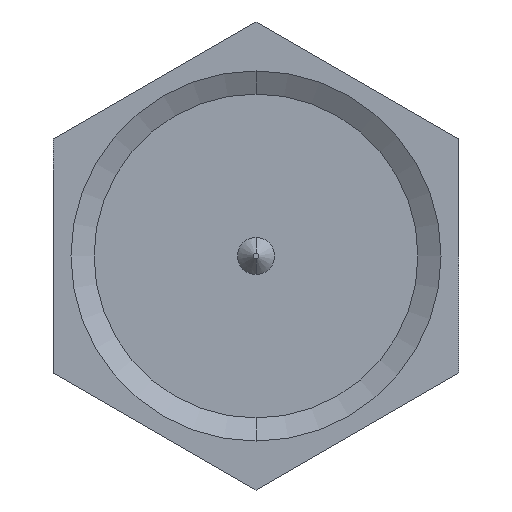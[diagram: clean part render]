
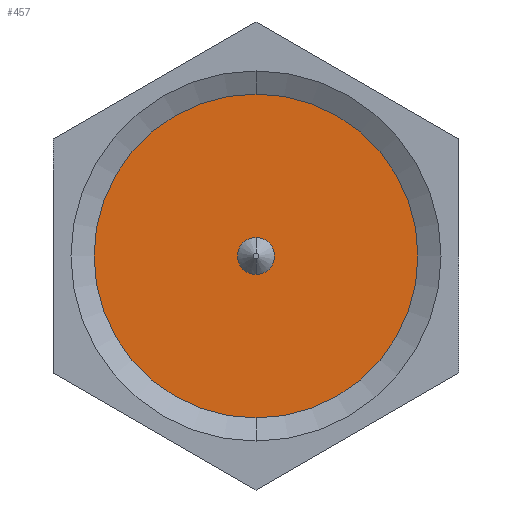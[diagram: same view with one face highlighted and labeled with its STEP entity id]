
A CAD part, front view. The second image highlights one B-rep face of the part: STEP entity #457.
In plain terms, the highlighted planar face has unit normal (0, -1, 0).
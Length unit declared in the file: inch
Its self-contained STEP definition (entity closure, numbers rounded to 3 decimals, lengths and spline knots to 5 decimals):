
#456 = EDGE_CURVE ( 'NONE', #701, #698, #1423, .T. ) ;
#457 = ADVANCED_FACE ( 'NONE', ( #1419, #1418 ), #1417, .T. ) ;
#458 = EDGE_LOOP ( 'NONE', ( #459, #461 ) ) ;
#459 = ORIENTED_EDGE ( 'NONE', *, *, #460, .T. ) ;
#460 = EDGE_CURVE ( 'NONE', #808, #807, #1412, .T. ) ;
#461 = ORIENTED_EDGE ( 'NONE', *, *, #806, .T. ) ;
#462 = EDGE_LOOP ( 'NONE', ( #495, #496 ) ) ;
#495 = ORIENTED_EDGE ( 'NONE', *, *, #456, .F. ) ;
#496 = ORIENTED_EDGE ( 'NONE', *, *, #700, .F. ) ;
#698 = VERTEX_POINT ( 'NONE', #2000 ) ;
#700 = EDGE_CURVE ( 'NONE', #698, #701, #1999, .T. ) ;
#701 = VERTEX_POINT ( 'NONE', #1994 ) ;
#806 = EDGE_CURVE ( 'NONE', #807, #808, #2134, .T. ) ;
#807 = VERTEX_POINT ( 'NONE', #2129 ) ;
#808 = VERTEX_POINT ( 'NONE', #2128 ) ;
#1412 = CIRCLE ( 'NONE', #1497, 0.2 ) ;
#1413 = DIRECTION ( 'NONE',  ( 0., 0., -1. ) ) ;
#1414 = DIRECTION ( 'NONE',  ( 0., -1., 0. ) ) ;
#1415 = CARTESIAN_POINT ( 'NONE',  ( 0., -0.07, 0. ) ) ;
#1416 = AXIS2_PLACEMENT_3D ( 'NONE', #1415, #1414, #1413 ) ;
#1417 = PLANE ( 'NONE',  #1416 ) ;
#1418 = FACE_BOUND ( 'NONE', #462, .T. ) ;
#1419 = FACE_OUTER_BOUND ( 'NONE', #458, .T. ) ;
#1420 = DIRECTION ( 'NONE',  ( 0., 0., -1. ) ) ;
#1421 = DIRECTION ( 'NONE',  ( 0., -1., 0. ) ) ;
#1422 = AXIS2_PLACEMENT_3D ( 'NONE', #1428, #1421, #1420 ) ;
#1423 = CIRCLE ( 'NONE', #1422, 0.02 ) ;
#1428 = CARTESIAN_POINT ( 'NONE',  ( 0., -0.07, 0. ) ) ;
#1494 = DIRECTION ( 'NONE',  ( 0., 0., -1. ) ) ;
#1495 = DIRECTION ( 'NONE',  ( 0., -1., 0. ) ) ;
#1496 = CARTESIAN_POINT ( 'NONE',  ( 0., -0.07, 0. ) ) ;
#1497 = AXIS2_PLACEMENT_3D ( 'NONE', #1496, #1495, #1494 ) ;
#1994 = CARTESIAN_POINT ( 'NONE',  ( 0., -0.07, 0.02 ) ) ;
#1995 = DIRECTION ( 'NONE',  ( 0., 0., -1. ) ) ;
#1996 = DIRECTION ( 'NONE',  ( 0., -1., 0. ) ) ;
#1997 = CARTESIAN_POINT ( 'NONE',  ( 0., -0.07, 0. ) ) ;
#1998 = AXIS2_PLACEMENT_3D ( 'NONE', #1997, #1996, #1995 ) ;
#1999 = CIRCLE ( 'NONE', #1998, 0.02 ) ;
#2000 = CARTESIAN_POINT ( 'NONE',  ( 0., -0.07, -0.02 ) ) ;
#2128 = CARTESIAN_POINT ( 'NONE',  ( 0., -0.07, -0.2 ) ) ;
#2129 = CARTESIAN_POINT ( 'NONE',  ( 0., -0.07, 0.2 ) ) ;
#2130 = DIRECTION ( 'NONE',  ( 0., 0., -1. ) ) ;
#2131 = DIRECTION ( 'NONE',  ( 0., -1., 0. ) ) ;
#2132 = CARTESIAN_POINT ( 'NONE',  ( 0., -0.07, 0. ) ) ;
#2133 = AXIS2_PLACEMENT_3D ( 'NONE', #2132, #2131, #2130 ) ;
#2134 = CIRCLE ( 'NONE', #2133, 0.2 ) ;
